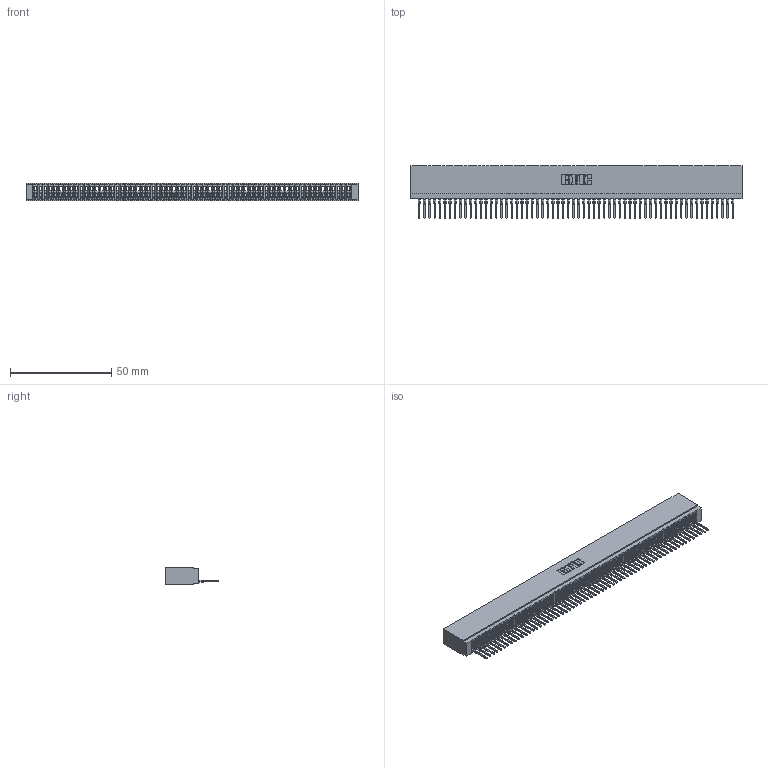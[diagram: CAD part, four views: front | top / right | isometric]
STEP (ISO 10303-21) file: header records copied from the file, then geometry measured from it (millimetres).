
FILE_DESCRIPTION (( 'STEP AP203' ), '1' );
FILE_NAME ('745-062-522-101.STEP', '2026-02-25T23:56:05', ( '' ), ( '' ), 'SwSTEP 2.0', 'SolidWorks 2023', '' );
FILE_SCHEMA (( 'CONFIG_CONTROL_DESIGN' ));
Length unit declared in the file: millimetre
Products named in the file (3): 745-062-522-101; 745 Part_Insulator Option - 01; 745-292-001_522
Assembly tree (63 placements, depth 2):
  745-062-522-101
    745 Part_Insulator Option - 01
    745-292-001_522  x62
Bounding box: 164.08 x 25.92 x 8.89 mm (x, y, z)
Volume: 14114.8 mm3; surface area: 26853.7 mm2
Topology: 63 solids, 63 shells, 7039 faces, 19354 edges, 12200 vertices
Faces by surface type: plane 4209, bspline 1240, cylinder 1218, torus 372
Entity records: 99664 total; most frequent: CARTESIAN_POINT 18065, ORIENTED_EDGE 17602, DIRECTION 15235, EDGE_CURVE 8801, VECTOR 8247, LINE 8247, VERTEX_POINT 5612, AXIS2_PLACEMENT_3D 3494
